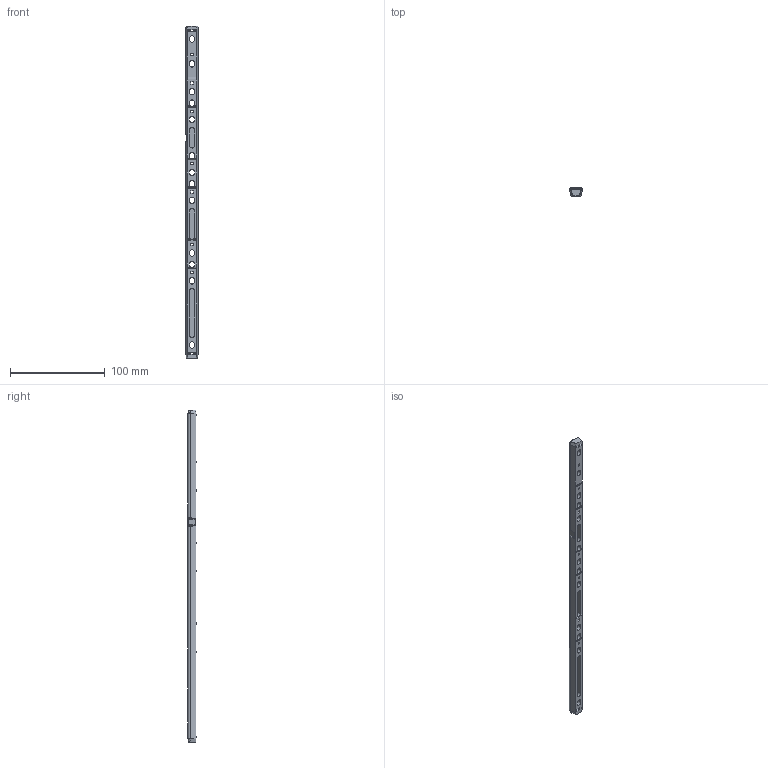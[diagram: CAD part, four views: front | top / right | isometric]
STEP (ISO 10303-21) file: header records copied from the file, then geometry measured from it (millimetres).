
FILE_DESCRIPTION (( 'STEP AP214' ), '1' );
FILE_NAME ('Rexnord-S0850-646733.STEP', '2023-08-02T09:59:09', ( '' ), ( '' ), 'SwSTEP 2.0', 'SolidWorks 2022', '' );
FILE_SCHEMA (( 'AUTOMOTIVE_DESIGN' ));
Length unit declared in the file: millimetre
Products named in the file (2): Rexnord-S0850-646733; Rexnord-S0850-646733_646733
Assembly tree (1 placements, depth 2):
  Rexnord-S0850-646733
    Rexnord-S0850-646733_646733
Bounding box: 13.78 x 8.7 x 350 mm (x, y, z)
Volume: 26638.4 mm3; surface area: 18495 mm2
Topology: 4 solids, 4 shells, 667 faces, 1755 edges, 1099 vertices
Faces by surface type: plane 285, cylinder 232, bspline 75, cone 75
Entity records: 25633 total; most frequent: CARTESIAN_POINT 10604, ORIENTED_EDGE 3510, DIRECTION 2524, EDGE_CURVE 1755, VERTEX_POINT 1099, AXIS2_PLACEMENT_3D 866, VECTOR 792, LINE 792
